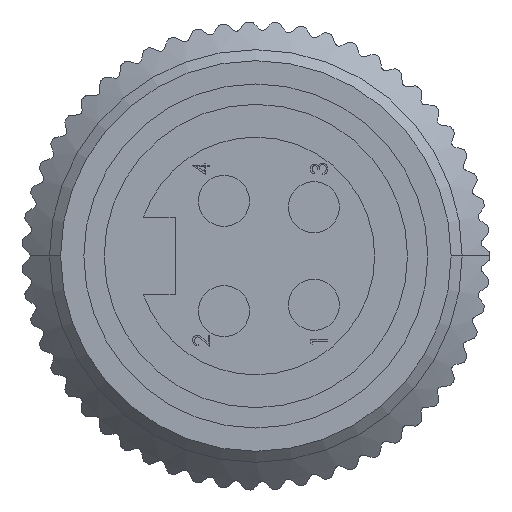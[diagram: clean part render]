
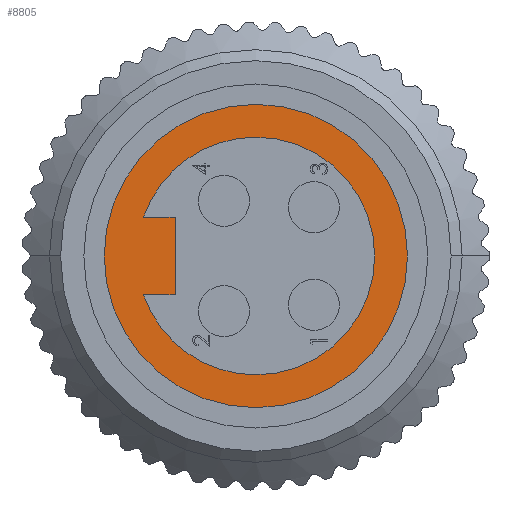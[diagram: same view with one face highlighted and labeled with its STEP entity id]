
A CAD part, left-side view. The second image highlights one B-rep face of the part: STEP entity #8805.
In plain terms, the highlighted planar face has unit normal (-1, 0, 0).
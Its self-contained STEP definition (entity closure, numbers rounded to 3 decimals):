
#294 = VERTEX_POINT ( 'NONE', #11985 ) ;
#1030 = CARTESIAN_POINT ( 'NONE',  ( 0., 4.83, -2.325 ) ) ;
#1032 = VERTEX_POINT ( 'NONE', #14977 ) ;
#1199 = DIRECTION ( 'NONE',  ( 0., 0., -1. ) ) ;
#1514 = CARTESIAN_POINT ( 'NONE',  ( 0., 0., 0. ) ) ;
#1759 = VERTEX_POINT ( 'NONE', #24447 ) ;
#1910 = DIRECTION ( 'NONE',  ( -1., 0., 0. ) ) ;
#2423 = EDGE_CURVE ( 'NONE', #28476, #27750, #5221, .T. ) ;
#2820 = LINE ( 'NONE', #1030, #9616 ) ;
#2999 = CIRCLE ( 'NONE', #17446, 7.11 ) ;
#3252 = CARTESIAN_POINT ( 'NONE',  ( 0., 0., 0. ) ) ;
#3382 = LINE ( 'NONE', #24214, #14837 ) ;
#3596 = EDGE_CURVE ( 'NONE', #294, #9255, #3382, .T. ) ;
#3635 = CIRCLE ( 'NONE', #26523, 7.11 ) ;
#3795 = DIRECTION ( 'NONE',  ( 0., 0., -1. ) ) ;
#3900 = AXIS2_PLACEMENT_3D ( 'NONE', #28475, #14862, #1199 ) ;
#4034 = FACE_BOUND ( 'NONE', #8922, .T. ) ;
#4935 = ORIENTED_EDGE ( 'NONE', *, *, #19716, .F. ) ;
#5221 = CIRCLE ( 'NONE', #25011, 9.07 ) ;
#5567 = DIRECTION ( 'NONE',  ( 0., 0., -1. ) ) ;
#5623 = ORIENTED_EDGE ( 'NONE', *, *, #20904, .T. ) ;
#5940 = AXIS2_PLACEMENT_3D ( 'NONE', #20408, #9069, #18237 ) ;
#6559 = CARTESIAN_POINT ( 'NONE',  ( 0., 0., 0. ) ) ;
#7842 = EDGE_CURVE ( 'NONE', #1759, #9255, #3635, .T. ) ;
#8805 = ADVANCED_FACE ( 'NONE', ( #4034, #9378 ), #13662, .F. ) ;
#8841 = DIRECTION ( 'NONE',  ( 0., 0., -1. ) ) ;
#8922 = EDGE_LOOP ( 'NONE', ( #15918, #15903, #17478, #4935, #5623, #22424 ) ) ;
#9069 = DIRECTION ( 'NONE',  ( 1., 0., 0. ) ) ;
#9255 = VERTEX_POINT ( 'NONE', #28446 ) ;
#9378 = FACE_OUTER_BOUND ( 'NONE', #26857, .T. ) ;
#9580 = CARTESIAN_POINT ( 'NONE',  ( 0., 0., -7.11 ) ) ;
#9616 = VECTOR ( 'NONE', #10231, 1000. ) ;
#10231 = DIRECTION ( 'NONE',  ( 0., 0., 1. ) ) ;
#10803 = CARTESIAN_POINT ( 'NONE',  ( 0., 7.11, -2.325 ) ) ;
#11783 = EDGE_CURVE ( 'NONE', #1032, #294, #2820, .T. ) ;
#11985 = CARTESIAN_POINT ( 'NONE',  ( 0., 4.83, 2.325 ) ) ;
#12117 = CIRCLE ( 'NONE', #24579, 9.07 ) ;
#12147 = VERTEX_POINT ( 'NONE', #9580 ) ;
#12578 = VECTOR ( 'NONE', #16303, 1000. ) ;
#13275 = LINE ( 'NONE', #10803, #12578 ) ;
#13333 = CIRCLE ( 'NONE', #3900, 7.11 ) ;
#13662 = PLANE ( 'NONE',  #5940 ) ;
#14837 = VECTOR ( 'NONE', #24116, 1000. ) ;
#14862 = DIRECTION ( 'NONE',  ( -1., 0., 0. ) ) ;
#14977 = CARTESIAN_POINT ( 'NONE',  ( 0., 4.83, -2.325 ) ) ;
#15575 = CARTESIAN_POINT ( 'NONE',  ( 0., 0., 0. ) ) ;
#15903 = ORIENTED_EDGE ( 'NONE', *, *, #7842, .F. ) ;
#15918 = ORIENTED_EDGE ( 'NONE', *, *, #3596, .T. ) ;
#16303 = DIRECTION ( 'NONE',  ( 0., -1., 0. ) ) ;
#16841 = CARTESIAN_POINT ( 'NONE',  ( 0., 0., 9.07 ) ) ;
#17446 = AXIS2_PLACEMENT_3D ( 'NONE', #15575, #1910, #17867 ) ;
#17465 = DIRECTION ( 'NONE',  ( 1., 0., 0. ) ) ;
#17478 = ORIENTED_EDGE ( 'NONE', *, *, #28185, .F. ) ;
#17653 = CARTESIAN_POINT ( 'NONE',  ( 0., 0., -9.07 ) ) ;
#17867 = DIRECTION ( 'NONE',  ( 0., 0., -1. ) ) ;
#18045 = ORIENTED_EDGE ( 'NONE', *, *, #2423, .F. ) ;
#18237 = DIRECTION ( 'NONE',  ( 0., 0., -1. ) ) ;
#19007 = ORIENTED_EDGE ( 'NONE', *, *, #24589, .F. ) ;
#19211 = DIRECTION ( 'NONE',  ( 1., 0., 0. ) ) ;
#19716 = EDGE_CURVE ( 'NONE', #28195, #12147, #13333, .T. ) ;
#20408 = CARTESIAN_POINT ( 'NONE',  ( 0., 0., 0. ) ) ;
#20904 = EDGE_CURVE ( 'NONE', #28195, #1032, #13275, .T. ) ;
#22424 = ORIENTED_EDGE ( 'NONE', *, *, #11783, .T. ) ;
#22461 = DIRECTION ( 'NONE',  ( -1., 0., 0. ) ) ;
#24116 = DIRECTION ( 'NONE',  ( 0., 1., 0. ) ) ;
#24214 = CARTESIAN_POINT ( 'NONE',  ( 0., 7.11, 2.325 ) ) ;
#24447 = CARTESIAN_POINT ( 'NONE',  ( 0., 0., 7.11 ) ) ;
#24579 = AXIS2_PLACEMENT_3D ( 'NONE', #1514, #17465, #3795 ) ;
#24589 = EDGE_CURVE ( 'NONE', #27750, #28476, #12117, .T. ) ;
#25011 = AXIS2_PLACEMENT_3D ( 'NONE', #3252, #19211, #5567 ) ;
#26523 = AXIS2_PLACEMENT_3D ( 'NONE', #6559, #22461, #8841 ) ;
#26857 = EDGE_LOOP ( 'NONE', ( #18045, #19007 ) ) ;
#26909 = CARTESIAN_POINT ( 'NONE',  ( 0., 6.719, -2.325 ) ) ;
#27750 = VERTEX_POINT ( 'NONE', #17653 ) ;
#28185 = EDGE_CURVE ( 'NONE', #12147, #1759, #2999, .T. ) ;
#28195 = VERTEX_POINT ( 'NONE', #26909 ) ;
#28446 = CARTESIAN_POINT ( 'NONE',  ( 0., 6.719, 2.325 ) ) ;
#28475 = CARTESIAN_POINT ( 'NONE',  ( 0., 0., 0. ) ) ;
#28476 = VERTEX_POINT ( 'NONE', #16841 ) ;
